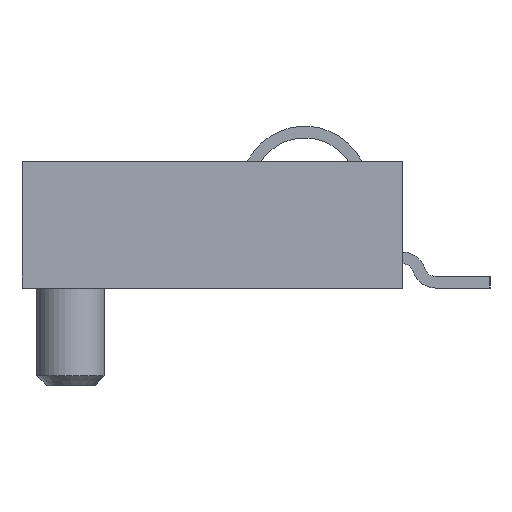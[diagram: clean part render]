
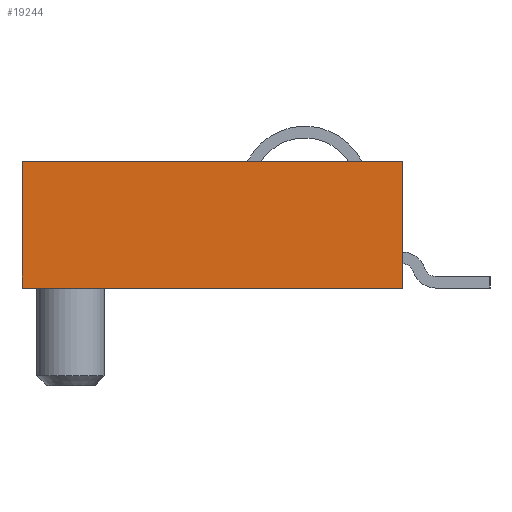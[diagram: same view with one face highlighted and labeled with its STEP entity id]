
A CAD part, left-side view. The second image highlights one B-rep face of the part: STEP entity #19244.
In plain terms, the highlighted planar face has unit normal (-1, 0, 0).
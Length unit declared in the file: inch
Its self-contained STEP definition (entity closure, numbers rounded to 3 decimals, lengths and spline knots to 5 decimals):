
#2670=ORIENTED_EDGE('',*,*,#8027,.T.);
#2671=ORIENTED_EDGE('',*,*,#7260,.F.);
#2672=ORIENTED_EDGE('',*,*,#7544,.F.);
#2673=ORIENTED_EDGE('',*,*,#7668,.T.);
#7260=EDGE_CURVE('',#10220,#10221,#12200,.T.);
#7544=EDGE_CURVE('',#10503,#10220,#12394,.T.);
#7668=EDGE_CURVE('',#10503,#10602,#12518,.T.);
#8027=EDGE_CURVE('',#10602,#10221,#12785,.T.);
#10220=VERTEX_POINT('',#27881);
#10221=VERTEX_POINT('',#27883);
#10503=VERTEX_POINT('',#28449);
#10602=VERTEX_POINT('',#28674);
#12200=LINE('',#27882,#14264);
#12394=LINE('',#28450,#14458);
#12518=LINE('',#28673,#14582);
#12785=LINE('',#29391,#14849);
#14264=VECTOR('',#22011,39.37008);
#14458=VECTOR('',#22387,39.37008);
#14582=VECTOR('',#22513,39.37008);
#14849=VECTOR('',#23318,39.37008);
#16557=EDGE_LOOP('',(#2670,#2671,#2672,#2673));
#17625=FACE_BOUND('',#16557,.T.);
#18555=PLANE('',#20466);
#19244=ADVANCED_FACE('',(#17625),#18555,.F.);
#20466=AXIS2_PLACEMENT_3D('',#29394,#23322,#23323);
#22011=DIRECTION('',(0.,0.,-1.));
#22387=DIRECTION('',(0.,-1.,0.));
#22513=DIRECTION('',(0.,0.,-1.));
#23318=DIRECTION('',(0.,-1.,0.));
#23322=DIRECTION('',(1.,0.,0.));
#23323=DIRECTION('',(0.,0.,-1.));
#27881=CARTESIAN_POINT('',(-0.75744,0.,0.0325));
#27882=CARTESIAN_POINT('',(-0.75744,0.,0.0325));
#27883=CARTESIAN_POINT('',(-0.75744,0.,-0.0325));
#28449=CARTESIAN_POINT('',(-0.75744,0.195,0.0325));
#28450=CARTESIAN_POINT('',(-0.75744,0.195,0.0325));
#28673=CARTESIAN_POINT('',(-0.75744,0.195,0.0325));
#28674=CARTESIAN_POINT('',(-0.75744,0.195,-0.0325));
#29391=CARTESIAN_POINT('',(-0.75744,0.195,-0.0325));
#29394=CARTESIAN_POINT('',(-0.75744,0.195,0.0325));
